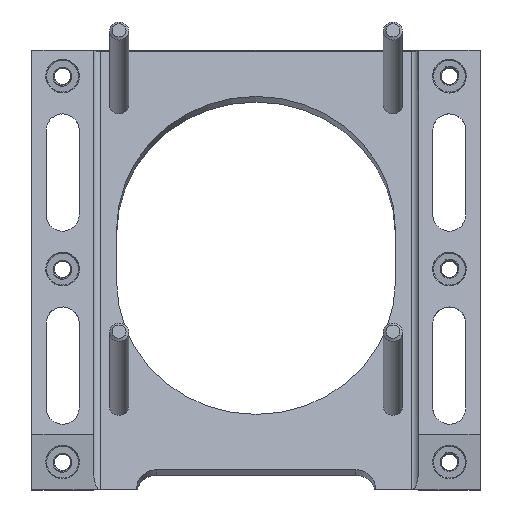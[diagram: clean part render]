
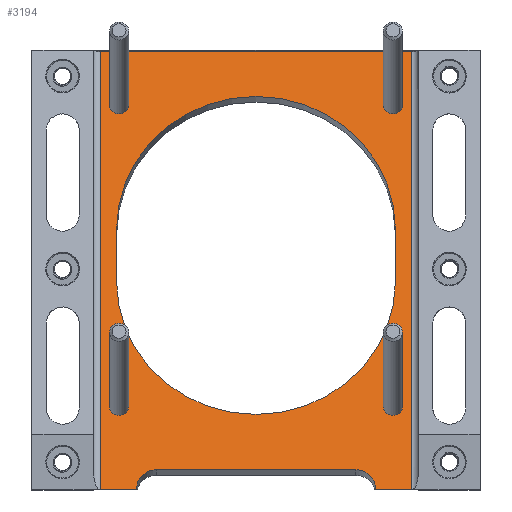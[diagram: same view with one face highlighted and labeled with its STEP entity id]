
A CAD part, top view. The second image highlights one B-rep face of the part: STEP entity #3194.
In plain terms, the highlighted planar face has unit normal (0, 0.315, 0.949).
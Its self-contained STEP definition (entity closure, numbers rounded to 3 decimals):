
#326=FACE_BOUND('',#681,.T.);
#327=FACE_BOUND('',#682,.T.);
#328=FACE_BOUND('',#683,.T.);
#329=FACE_BOUND('',#684,.T.);
#330=FACE_BOUND('',#685,.T.);
#372=PLANE('',#3444);
#489=FACE_OUTER_BOUND('',#680,.T.);
#680=EDGE_LOOP('',(#2401,#2402,#2403,#2404,#2405,#2406,#2407,#2408,#2409,
#2410));
#681=EDGE_LOOP('',(#2411));
#682=EDGE_LOOP('',(#2412));
#683=EDGE_LOOP('',(#2413));
#684=EDGE_LOOP('',(#2414));
#685=EDGE_LOOP('',(#2415,#2416,#2417,#2418));
#899=LINE('',#6023,#1086);
#900=LINE('',#6027,#1087);
#901=LINE('',#6029,#1088);
#902=LINE('',#6031,#1089);
#903=LINE('',#6033,#1090);
#904=LINE('',#6037,#1091);
#905=LINE('',#6041,#1092);
#906=LINE('',#6042,#1093);
#907=LINE('',#6053,#1094);
#908=LINE('',#6057,#1095);
#1086=VECTOR('',#3943,10.);
#1087=VECTOR('',#3948,10.);
#1088=VECTOR('',#3949,10.);
#1089=VECTOR('',#3950,10.);
#1090=VECTOR('',#3951,10.);
#1091=VECTOR('',#3954,10.);
#1092=VECTOR('',#3957,10.);
#1093=VECTOR('',#3958,10.);
#1094=VECTOR('',#3967,10.);
#1095=VECTOR('',#3970,10.);
#1255=CIRCLE('',#3445,5.);
#1256=CIRCLE('',#3446,5.);
#1257=CIRCLE('',#3447,2.5);
#1258=CIRCLE('',#3448,2.5);
#1259=CIRCLE('',#3449,2.5);
#1260=CIRCLE('',#3450,2.5);
#1261=CIRCLE('',#3451,35.75);
#1262=CIRCLE('',#3452,35.75);
#1503=VERTEX_POINT('',#6020);
#1504=VERTEX_POINT('',#6022);
#1505=VERTEX_POINT('',#6026);
#1506=VERTEX_POINT('',#6028);
#1507=VERTEX_POINT('',#6030);
#1508=VERTEX_POINT('',#6032);
#1509=VERTEX_POINT('',#6034);
#1510=VERTEX_POINT('',#6036);
#1511=VERTEX_POINT('',#6038);
#1512=VERTEX_POINT('',#6040);
#1513=VERTEX_POINT('',#6043);
#1514=VERTEX_POINT('',#6045);
#1515=VERTEX_POINT('',#6047);
#1516=VERTEX_POINT('',#6049);
#1517=VERTEX_POINT('',#6051);
#1518=VERTEX_POINT('',#6052);
#1519=VERTEX_POINT('',#6054);
#1520=VERTEX_POINT('',#6056);
#1851=EDGE_CURVE('',#1503,#1504,#899,.T.);
#1853=EDGE_CURVE('',#1505,#1503,#900,.T.);
#1854=EDGE_CURVE('',#1506,#1505,#901,.T.);
#1855=EDGE_CURVE('',#1507,#1506,#902,.T.);
#1856=EDGE_CURVE('',#1508,#1507,#903,.T.);
#1857=EDGE_CURVE('',#1508,#1509,#1255,.F.);
#1858=EDGE_CURVE('',#1510,#1509,#904,.T.);
#1859=EDGE_CURVE('',#1510,#1511,#1256,.F.);
#1860=EDGE_CURVE('',#1512,#1511,#905,.T.);
#1861=EDGE_CURVE('',#1504,#1512,#906,.T.);
#1862=EDGE_CURVE('',#1513,#1513,#1257,.T.);
#1863=EDGE_CURVE('',#1514,#1514,#1258,.T.);
#1864=EDGE_CURVE('',#1515,#1515,#1259,.T.);
#1865=EDGE_CURVE('',#1516,#1516,#1260,.T.);
#1866=EDGE_CURVE('',#1517,#1518,#907,.T.);
#1867=EDGE_CURVE('',#1519,#1517,#1261,.T.);
#1868=EDGE_CURVE('',#1520,#1519,#908,.T.);
#1869=EDGE_CURVE('',#1518,#1520,#1262,.T.);
#2401=ORIENTED_EDGE('',*,*,#1851,.F.);
#2402=ORIENTED_EDGE('',*,*,#1853,.F.);
#2403=ORIENTED_EDGE('',*,*,#1854,.F.);
#2404=ORIENTED_EDGE('',*,*,#1855,.F.);
#2405=ORIENTED_EDGE('',*,*,#1856,.F.);
#2406=ORIENTED_EDGE('',*,*,#1857,.T.);
#2407=ORIENTED_EDGE('',*,*,#1858,.F.);
#2408=ORIENTED_EDGE('',*,*,#1859,.T.);
#2409=ORIENTED_EDGE('',*,*,#1860,.F.);
#2410=ORIENTED_EDGE('',*,*,#1861,.F.);
#2411=ORIENTED_EDGE('',*,*,#1862,.F.);
#2412=ORIENTED_EDGE('',*,*,#1863,.F.);
#2413=ORIENTED_EDGE('',*,*,#1864,.F.);
#2414=ORIENTED_EDGE('',*,*,#1865,.F.);
#2415=ORIENTED_EDGE('',*,*,#1866,.F.);
#2416=ORIENTED_EDGE('',*,*,#1867,.F.);
#2417=ORIENTED_EDGE('',*,*,#1868,.F.);
#2418=ORIENTED_EDGE('',*,*,#1869,.F.);
#3194=ADVANCED_FACE('',(#489,#326,#327,#328,#329,#330),#372,.F.);
#3444=AXIS2_PLACEMENT_3D('',#6025,#3946,#3947);
#3445=AXIS2_PLACEMENT_3D('',#6035,#3952,#3953);
#3446=AXIS2_PLACEMENT_3D('',#6039,#3955,#3956);
#3447=AXIS2_PLACEMENT_3D('',#6044,#3959,#3960);
#3448=AXIS2_PLACEMENT_3D('',#6046,#3961,#3962);
#3449=AXIS2_PLACEMENT_3D('',#6048,#3963,#3964);
#3450=AXIS2_PLACEMENT_3D('',#6050,#3965,#3966);
#3451=AXIS2_PLACEMENT_3D('',#6055,#3968,#3969);
#3452=AXIS2_PLACEMENT_3D('',#6058,#3971,#3972);
#3943=DIRECTION('',(0.,-0.949,0.314));
#3946=DIRECTION('center_axis',(0.,-0.314,-0.949));
#3947=DIRECTION('ref_axis',(-1.,0.,0.));
#3948=DIRECTION('',(1.,0.,0.));
#3949=DIRECTION('',(0.,0.949,-0.314));
#3950=DIRECTION('',(-1.,0.,0.));
#3951=DIRECTION('',(0.,-0.949,0.314));
#3952=DIRECTION('center_axis',(0.,0.314,0.949));
#3953=DIRECTION('ref_axis',(0.,0.949,-0.314));
#3954=DIRECTION('',(-1.,0.,0.));
#3955=DIRECTION('center_axis',(0.,0.314,0.949));
#3956=DIRECTION('ref_axis',(1.,0.,0.));
#3957=DIRECTION('',(0.,0.949,-0.314));
#3958=DIRECTION('',(-1.,0.,0.));
#3959=DIRECTION('center_axis',(0.,0.314,0.949));
#3960=DIRECTION('ref_axis',(-1.,0.,0.));
#3961=DIRECTION('center_axis',(0.,0.314,0.949));
#3962=DIRECTION('ref_axis',(-1.,0.,0.));
#3963=DIRECTION('center_axis',(0.,0.314,0.949));
#3964=DIRECTION('ref_axis',(-1.,0.,0.));
#3965=DIRECTION('center_axis',(0.,0.314,0.949));
#3966=DIRECTION('ref_axis',(-1.,0.,0.));
#3967=DIRECTION('',(0.,-0.949,0.314));
#3968=DIRECTION('center_axis',(0.,0.314,0.949));
#3969=DIRECTION('ref_axis',(1.,0.004,-0.001));
#3970=DIRECTION('',(0.,0.949,-0.314));
#3971=DIRECTION('center_axis',(0.,0.314,0.949));
#3972=DIRECTION('ref_axis',(-1.,-0.004,0.001));
#6020=CARTESIAN_POINT('',(40.,34.345,0.446));
#6022=CARTESIAN_POINT('',(40.,-78.15,37.716));
#6023=CARTESIAN_POINT('',(40.,10.248,8.429));
#6025=CARTESIAN_POINT('Origin',(0.,-25.59,
20.302));
#6026=CARTESIAN_POINT('',(-40.,34.345,0.446));
#6027=CARTESIAN_POINT('',(41.75,34.345,0.446));
#6028=CARTESIAN_POINT('',(-40.,-78.15,37.716));
#6029=CARTESIAN_POINT('',(-40.,-53.827,29.657));
#6030=CARTESIAN_POINT('',(-30.593,-78.15,37.716));
#6031=CARTESIAN_POINT('',(0.,-78.15,37.716));
#6032=CARTESIAN_POINT('',(-30.593,-77.773,37.591));
#6033=CARTESIAN_POINT('',(-30.593,-50.889,28.684));
#6034=CARTESIAN_POINT('',(-25.593,-73.027,36.018));
#6035=CARTESIAN_POINT('Origin',(-25.593,-77.773,37.591));
#6036=CARTESIAN_POINT('',(25.631,-73.027,36.018));
#6037=CARTESIAN_POINT('',(-13.098,-73.027,36.018));
#6038=CARTESIAN_POINT('',(30.631,-77.773,37.591));
#6039=CARTESIAN_POINT('Origin',(25.631,-77.773,37.591));
#6040=CARTESIAN_POINT('',(30.631,-78.15,37.716));
#6041=CARTESIAN_POINT('',(30.631,-50.889,28.684));
#6042=CARTESIAN_POINT('',(0.,-78.15,37.716));
#6043=CARTESIAN_POINT('',(37.643,-56.679,30.602));
#6044=CARTESIAN_POINT('Origin',(35.143,-56.679,30.602));
#6045=CARTESIAN_POINT('',(37.643,20.699,4.967));
#6046=CARTESIAN_POINT('Origin',(35.143,20.699,4.967));
#6047=CARTESIAN_POINT('',(-32.643,-56.679,30.602));
#6048=CARTESIAN_POINT('Origin',(-35.143,-56.679,30.602));
#6049=CARTESIAN_POINT('',(-32.643,20.699,4.967));
#6050=CARTESIAN_POINT('Origin',(-35.143,20.699,4.967));
#6051=CARTESIAN_POINT('',(-35.75,-10.979,15.462));
#6052=CARTESIAN_POINT('',(-35.75,-25.002,20.107));
#6053=CARTESIAN_POINT('',(-35.75,-25.296,20.205));
#6054=CARTESIAN_POINT('',(35.75,-10.979,15.462));
#6055=CARTESIAN_POINT('Origin',(0.,-11.108,
15.505));
#6056=CARTESIAN_POINT('',(35.75,-25.002,20.107));
#6057=CARTESIAN_POINT('',(35.75,-18.284,17.882));
#6058=CARTESIAN_POINT('Origin',(0.,-24.872,
20.065));
